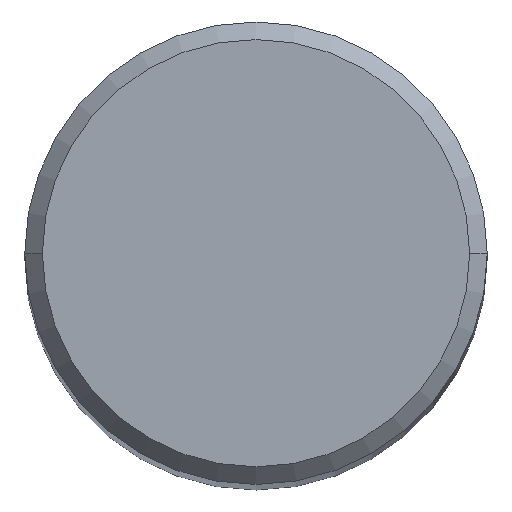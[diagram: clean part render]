
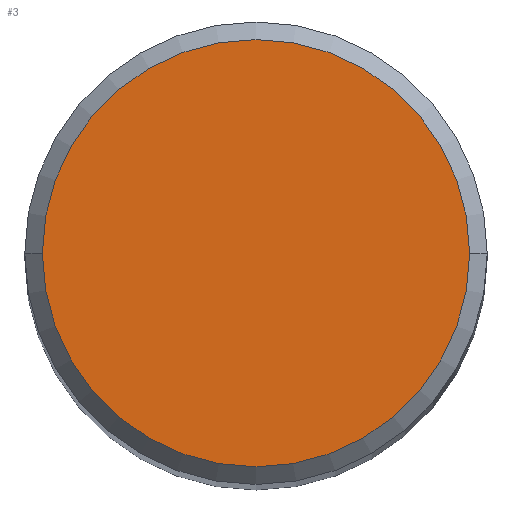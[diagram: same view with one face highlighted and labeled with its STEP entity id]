
A CAD part, top view. The second image highlights one B-rep face of the part: STEP entity #3.
In plain terms, the highlighted planar face has unit normal (0, 0, 1).
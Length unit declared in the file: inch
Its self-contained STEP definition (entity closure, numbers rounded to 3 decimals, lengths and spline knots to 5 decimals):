
#3 = ADVANCED_FACE ( 'NONE', ( #317 ), #112, .T. ) ;
#19 = DIRECTION ( 'NONE',  ( 0., 0., 1. ) ) ;
#30 = VERTEX_POINT ( 'NONE', #267 ) ;
#38 = DIRECTION ( 'NONE',  ( 0., 0., 1. ) ) ;
#39 = AXIS2_PLACEMENT_3D ( 'NONE', #84, #164, #141 ) ;
#64 = CARTESIAN_POINT ( 'NONE',  ( 0.18185, 0., 2.87402 ) ) ;
#83 = EDGE_CURVE ( 'NONE', #30, #233, #323, .T. ) ;
#84 = CARTESIAN_POINT ( 'NONE',  ( 0., 0., 2.87402 ) ) ;
#107 = EDGE_CURVE ( 'NONE', #233, #30, #277, .T. ) ;
#112 = PLANE ( 'NONE',  #39 ) ;
#141 = DIRECTION ( 'NONE',  ( 1., 0., 0. ) ) ;
#147 = CARTESIAN_POINT ( 'NONE',  ( 0., 0., 2.87402 ) ) ;
#164 = DIRECTION ( 'NONE',  ( 0., 0., 1. ) ) ;
#174 = CARTESIAN_POINT ( 'NONE',  ( 0., 0., 2.87402 ) ) ;
#201 = ORIENTED_EDGE ( 'NONE', *, *, #107, .T. ) ;
#203 = AXIS2_PLACEMENT_3D ( 'NONE', #147, #19, #294 ) ;
#225 = AXIS2_PLACEMENT_3D ( 'NONE', #174, #38, #245 ) ;
#233 = VERTEX_POINT ( 'NONE', #64 ) ;
#239 = ORIENTED_EDGE ( 'NONE', *, *, #83, .T. ) ;
#245 = DIRECTION ( 'NONE',  ( 1., 0., 0. ) ) ;
#267 = CARTESIAN_POINT ( 'NONE',  ( -0.18185, 0., 2.87402 ) ) ;
#277 = CIRCLE ( 'NONE', #225, 0.18185 ) ;
#294 = DIRECTION ( 'NONE',  ( 1., 0., 0. ) ) ;
#307 = EDGE_LOOP ( 'NONE', ( #239, #201 ) ) ;
#317 = FACE_OUTER_BOUND ( 'NONE', #307, .T. ) ;
#323 = CIRCLE ( 'NONE', #203, 0.18185 ) ;
